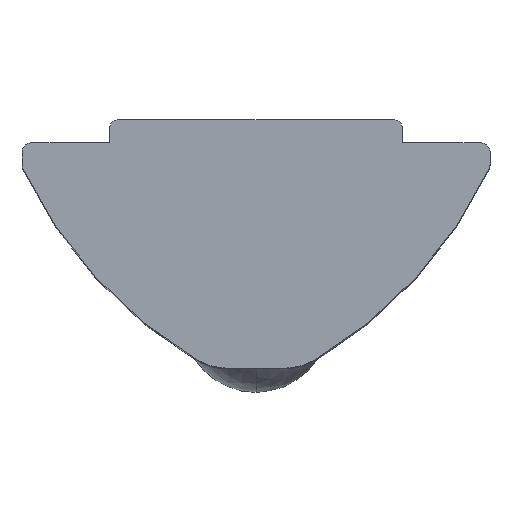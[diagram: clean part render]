
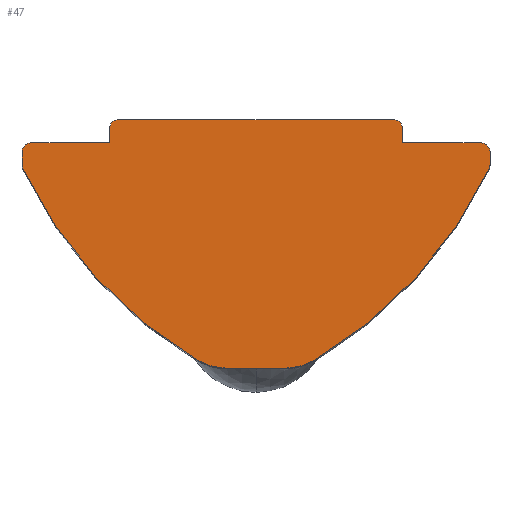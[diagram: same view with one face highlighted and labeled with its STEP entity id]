
A CAD part, top view. The second image highlights one B-rep face of the part: STEP entity #47.
In plain terms, the highlighted planar face has unit normal (0, 0, 1).
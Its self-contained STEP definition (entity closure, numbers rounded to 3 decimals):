
#10 = CARTESIAN_POINT ( 'NONE',  ( -0.977, -8.5, 11.5 ) ) ;
#12 = AXIS2_PLACEMENT_3D ( 'NONE', #145, #226, #499 ) ;
#14 = VERTEX_POINT ( 'NONE', #873 ) ;
#24 = CARTESIAN_POINT ( 'NONE',  ( -8., -1.533, 11.5 ) ) ;
#28 = CARTESIAN_POINT ( 'NONE',  ( 7.7, -0.8, 11.5 ) ) ;
#29 = FACE_OUTER_BOUND ( 'NONE', #1123, .T. ) ;
#30 = CIRCLE ( 'NONE', #203, 0.3 ) ;
#33 = EDGE_CURVE ( 'NONE', #918, #764, #1003, .T. ) ;
#35 = LINE ( 'NONE', #677, #705 ) ;
#47 = ADVANCED_FACE ( 'NONE', ( #29 ), #1072, .T. ) ;
#51 = DIRECTION ( 'NONE',  ( 0., -1., 0. ) ) ;
#56 = AXIS2_PLACEMENT_3D ( 'NONE', #1171, #1077, #321 ) ;
#57 = DIRECTION ( 'NONE',  ( -1., 0., 0. ) ) ;
#67 = LINE ( 'NONE', #251, #872 ) ;
#73 = CARTESIAN_POINT ( 'NONE',  ( -5., -0.8, 11.5 ) ) ;
#81 = DIRECTION ( 'NONE',  ( 0., 0., 1. ) ) ;
#87 = AXIS2_PLACEMENT_3D ( 'NONE', #893, #700, #607 ) ;
#88 = AXIS2_PLACEMENT_3D ( 'NONE', #517, #1095, #269 ) ;
#106 = EDGE_CURVE ( 'NONE', #127, #758, #974, .T. ) ;
#127 = VERTEX_POINT ( 'NONE', #887 ) ;
#138 = EDGE_CURVE ( 'NONE', #1129, #487, #502, .T. ) ;
#145 = CARTESIAN_POINT ( 'NONE',  ( 0.977, -6.5, 11.5 ) ) ;
#150 = LINE ( 'NONE', #445, #473 ) ;
#154 = LINE ( 'NONE', #337, #1122 ) ;
#155 = ORIENTED_EDGE ( 'NONE', *, *, #202, .T. ) ;
#163 = VERTEX_POINT ( 'NONE', #801 ) ;
#181 = CARTESIAN_POINT ( 'NONE',  ( 8., -1.1, 11.5 ) ) ;
#183 = AXIS2_PLACEMENT_3D ( 'NONE', #725, #81, #1197 ) ;
#196 = CARTESIAN_POINT ( 'NONE',  ( -7.7, -0.8, 11.5 ) ) ;
#202 = EDGE_CURVE ( 'NONE', #818, #163, #154, .T. ) ;
#203 = AXIS2_PLACEMENT_3D ( 'NONE', #910, #816, #1106 ) ;
#218 = CARTESIAN_POINT ( 'NONE',  ( 8., -1.533, 11.5 ) ) ;
#223 = DIRECTION ( 'NONE',  ( 1., 0., 0. ) ) ;
#226 = DIRECTION ( 'NONE',  ( 0., 0., 1. ) ) ;
#228 = CARTESIAN_POINT ( 'NONE',  ( 4.7, 0., 11.5 ) ) ;
#237 = ORIENTED_EDGE ( 'NONE', *, *, #598, .T. ) ;
#242 = EDGE_CURVE ( 'NONE', #163, #468, #787, .T. ) ;
#251 = CARTESIAN_POINT ( 'NONE',  ( 8., -0.8, 11.5 ) ) ;
#260 = EDGE_CURVE ( 'NONE', #446, #715, #150, .T. ) ;
#262 = ORIENTED_EDGE ( 'NONE', *, *, #1120, .T. ) ;
#269 = DIRECTION ( 'NONE',  ( 1., 0., 0. ) ) ;
#272 = VECTOR ( 'NONE', #703, 1000. ) ;
#296 = EDGE_CURVE ( 'NONE', #770, #446, #30, .T. ) ;
#321 = DIRECTION ( 'NONE',  ( 1., 0., 0. ) ) ;
#336 = CARTESIAN_POINT ( 'NONE',  ( -5., -0.3, 11.5 ) ) ;
#337 = CARTESIAN_POINT ( 'NONE',  ( 5., -0.8, 11.5 ) ) ;
#367 = ORIENTED_EDGE ( 'NONE', *, *, #106, .T. ) ;
#374 = EDGE_CURVE ( 'NONE', #854, #477, #35, .T. ) ;
#388 = VERTEX_POINT ( 'NONE', #415 ) ;
#392 = CIRCLE ( 'NONE', #88, 0.3 ) ;
#393 = ORIENTED_EDGE ( 'NONE', *, *, #997, .T. ) ;
#400 = DIRECTION ( 'NONE',  ( 0., 0., 1. ) ) ;
#412 = CIRCLE ( 'NONE', #1065, 0.3 ) ;
#414 = EDGE_CURVE ( 'NONE', #468, #1129, #1045, .T. ) ;
#415 = CARTESIAN_POINT ( 'NONE',  ( 7.972, -1.661, 11.5 ) ) ;
#425 = DIRECTION ( 'NONE',  ( -1., 0., 0. ) ) ;
#426 = ORIENTED_EDGE ( 'NONE', *, *, #260, .T. ) ;
#429 = CARTESIAN_POINT ( 'NONE',  ( -1.5, -8.5, 11.5 ) ) ;
#445 = CARTESIAN_POINT ( 'NONE',  ( -8., -0.8, 11.5 ) ) ;
#446 = VERTEX_POINT ( 'NONE', #584 ) ;
#453 = ORIENTED_EDGE ( 'NONE', *, *, #33, .T. ) ;
#468 = VERTEX_POINT ( 'NONE', #1078 ) ;
#473 = VECTOR ( 'NONE', #1004, 1000. ) ;
#477 = VERTEX_POINT ( 'NONE', #73 ) ;
#487 = VERTEX_POINT ( 'NONE', #898 ) ;
#499 = DIRECTION ( 'NONE',  ( 1., 0., 0. ) ) ;
#502 = LINE ( 'NONE', #895, #547 ) ;
#509 = EDGE_CURVE ( 'NONE', #764, #127, #1178, .T. ) ;
#514 = DIRECTION ( 'NONE',  ( 0., 1., 0. ) ) ;
#517 = CARTESIAN_POINT ( 'NONE',  ( -4.7, -0.3, 11.5 ) ) ;
#537 = ORIENTED_EDGE ( 'NONE', *, *, #1124, .T. ) ;
#547 = VECTOR ( 'NONE', #425, 1000. ) ;
#549 = VECTOR ( 'NONE', #1091, 1000. ) ;
#560 = ORIENTED_EDGE ( 'NONE', *, *, #944, .T. ) ;
#578 = CIRCLE ( 'NONE', #892, 0.3 ) ;
#584 = CARTESIAN_POINT ( 'NONE',  ( -8., -1.1, 11.5 ) ) ;
#598 = EDGE_CURVE ( 'NONE', #487, #854, #392, .T. ) ;
#607 = DIRECTION ( 'NONE',  ( 1., 0., 0. ) ) ;
#611 = DIRECTION ( 'NONE',  ( 0., 0., 1. ) ) ;
#630 = DIRECTION ( 'NONE',  ( 0., 1., 0. ) ) ;
#651 = DIRECTION ( 'NONE',  ( 0., 0., 1. ) ) ;
#663 = DIRECTION ( 'NONE',  ( 1., 0., 0. ) ) ;
#669 = CARTESIAN_POINT ( 'NONE',  ( 7.7, -1.533, 11.5 ) ) ;
#677 = CARTESIAN_POINT ( 'NONE',  ( -5., 0., 11.5 ) ) ;
#681 = DIRECTION ( 'NONE',  ( 0., 0., 1. ) ) ;
#690 = ORIENTED_EDGE ( 'NONE', *, *, #242, .T. ) ;
#694 = DIRECTION ( 'NONE',  ( 1., 0., 0. ) ) ;
#696 = CARTESIAN_POINT ( 'NONE',  ( 5., 0., 11.5 ) ) ;
#699 = EDGE_CURVE ( 'NONE', #715, #14, #412, .T. ) ;
#700 = DIRECTION ( 'NONE',  ( 0., 0., 1. ) ) ;
#703 = DIRECTION ( 'NONE',  ( 1., 0., 0. ) ) ;
#705 = VECTOR ( 'NONE', #51, 1000. ) ;
#706 = CIRCLE ( 'NONE', #183, 0.3 ) ;
#710 = CARTESIAN_POINT ( 'NONE',  ( -5., -0.8, 11.5 ) ) ;
#715 = VERTEX_POINT ( 'NONE', #24 ) ;
#725 = CARTESIAN_POINT ( 'NONE',  ( 7.7, -1.1, 11.5 ) ) ;
#729 = VERTEX_POINT ( 'NONE', #181 ) ;
#738 = AXIS2_PLACEMENT_3D ( 'NONE', #868, #611, #223 ) ;
#745 = CARTESIAN_POINT ( 'NONE',  ( -7.7, -1.533, 11.5 ) ) ;
#758 = VERTEX_POINT ( 'NONE', #1036 ) ;
#764 = VERTEX_POINT ( 'NONE', #10 ) ;
#766 = ORIENTED_EDGE ( 'NONE', *, *, #296, .T. ) ;
#770 = VERTEX_POINT ( 'NONE', #196 ) ;
#779 = CARTESIAN_POINT ( 'NONE',  ( -0.977, -6.5, 11.5 ) ) ;
#787 = LINE ( 'NONE', #696, #1179 ) ;
#793 = CIRCLE ( 'NONE', #56, 15. ) ;
#801 = CARTESIAN_POINT ( 'NONE',  ( 5., -0.8, 11.5 ) ) ;
#816 = DIRECTION ( 'NONE',  ( 0., 0., 1. ) ) ;
#818 = VERTEX_POINT ( 'NONE', #28 ) ;
#833 = LINE ( 'NONE', #710, #549 ) ;
#834 = CIRCLE ( 'NONE', #738, 15. ) ;
#840 = EDGE_CURVE ( 'NONE', #477, #770, #833, .T. ) ;
#841 = DIRECTION ( 'NONE',  ( 1., 0., 0. ) ) ;
#845 = DIRECTION ( 'NONE',  ( 0., 0., 1. ) ) ;
#854 = VERTEX_POINT ( 'NONE', #336 ) ;
#867 = ORIENTED_EDGE ( 'NONE', *, *, #414, .T. ) ;
#868 = CARTESIAN_POINT ( 'NONE',  ( -5.609, 4.708, 11.5 ) ) ;
#872 = VECTOR ( 'NONE', #630, 1000. ) ;
#873 = CARTESIAN_POINT ( 'NONE',  ( -7.972, -1.661, 11.5 ) ) ;
#876 = DIRECTION ( 'NONE',  ( 1., 0., 0. ) ) ;
#880 = CARTESIAN_POINT ( 'NONE',  ( 4.7, -0.3, 11.5 ) ) ;
#885 = AXIS2_PLACEMENT_3D ( 'NONE', #779, #400, #876 ) ;
#887 = CARTESIAN_POINT ( 'NONE',  ( 0.977, -8.5, 11.5 ) ) ;
#892 = AXIS2_PLACEMENT_3D ( 'NONE', #669, #845, #663 ) ;
#893 = CARTESIAN_POINT ( 'NONE',  ( -5.609, 4.708, 11.5 ) ) ;
#895 = CARTESIAN_POINT ( 'NONE',  ( -5., 0., 11.5 ) ) ;
#898 = CARTESIAN_POINT ( 'NONE',  ( -4.7, 0., 11.5 ) ) ;
#910 = CARTESIAN_POINT ( 'NONE',  ( -7.7, -1.1, 11.5 ) ) ;
#918 = VERTEX_POINT ( 'NONE', #1020 ) ;
#940 = ORIENTED_EDGE ( 'NONE', *, *, #509, .T. ) ;
#944 = EDGE_CURVE ( 'NONE', #729, #818, #706, .T. ) ;
#945 = EDGE_CURVE ( 'NONE', #1151, #729, #67, .T. ) ;
#974 = CIRCLE ( 'NONE', #12, 2. ) ;
#997 = EDGE_CURVE ( 'NONE', #388, #1151, #578, .T. ) ;
#1003 = CIRCLE ( 'NONE', #885, 2. ) ;
#1004 = DIRECTION ( 'NONE',  ( 0., -1., 0. ) ) ;
#1005 = AXIS2_PLACEMENT_3D ( 'NONE', #880, #681, #694 ) ;
#1017 = ORIENTED_EDGE ( 'NONE', *, *, #374, .T. ) ;
#1020 = CARTESIAN_POINT ( 'NONE',  ( -1.99, -8.224, 11.5 ) ) ;
#1030 = ORIENTED_EDGE ( 'NONE', *, *, #945, .T. ) ;
#1036 = CARTESIAN_POINT ( 'NONE',  ( 1.99, -8.224, 11.5 ) ) ;
#1045 = CIRCLE ( 'NONE', #1005, 0.3 ) ;
#1065 = AXIS2_PLACEMENT_3D ( 'NONE', #745, #651, #841 ) ;
#1072 = PLANE ( 'NONE',  #87 ) ;
#1077 = DIRECTION ( 'NONE',  ( 0., 0., 1. ) ) ;
#1078 = CARTESIAN_POINT ( 'NONE',  ( 5., -0.3, 11.5 ) ) ;
#1091 = DIRECTION ( 'NONE',  ( -1., 0., 0. ) ) ;
#1095 = DIRECTION ( 'NONE',  ( 0., 0., 1. ) ) ;
#1106 = DIRECTION ( 'NONE',  ( 1., 0., 0. ) ) ;
#1120 = EDGE_CURVE ( 'NONE', #14, #918, #793, .T. ) ;
#1122 = VECTOR ( 'NONE', #57, 1000. ) ;
#1123 = EDGE_LOOP ( 'NONE', ( #940, #367, #537, #393, #1030, #560, #155, #690, #867, #1134, #237, #1017, #1153, #766, #426, #1170, #262, #453 ) ) ;
#1124 = EDGE_CURVE ( 'NONE', #758, #388, #834, .T. ) ;
#1129 = VERTEX_POINT ( 'NONE', #228 ) ;
#1134 = ORIENTED_EDGE ( 'NONE', *, *, #138, .T. ) ;
#1151 = VERTEX_POINT ( 'NONE', #218 ) ;
#1153 = ORIENTED_EDGE ( 'NONE', *, *, #840, .T. ) ;
#1170 = ORIENTED_EDGE ( 'NONE', *, *, #699, .T. ) ;
#1171 = CARTESIAN_POINT ( 'NONE',  ( 5.609, 4.708, 11.5 ) ) ;
#1178 = LINE ( 'NONE', #429, #272 ) ;
#1179 = VECTOR ( 'NONE', #514, 1000. ) ;
#1197 = DIRECTION ( 'NONE',  ( 1., 0., 0. ) ) ;
